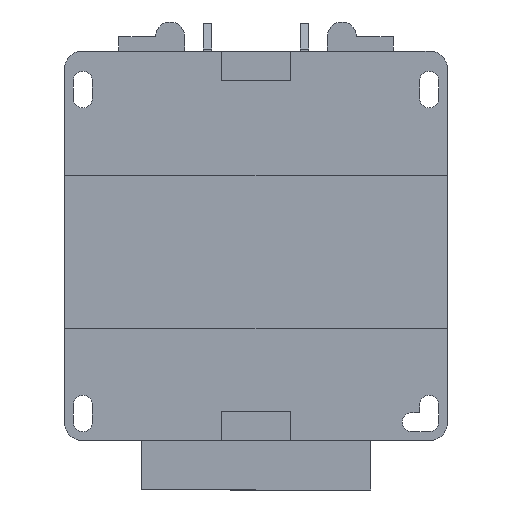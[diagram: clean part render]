
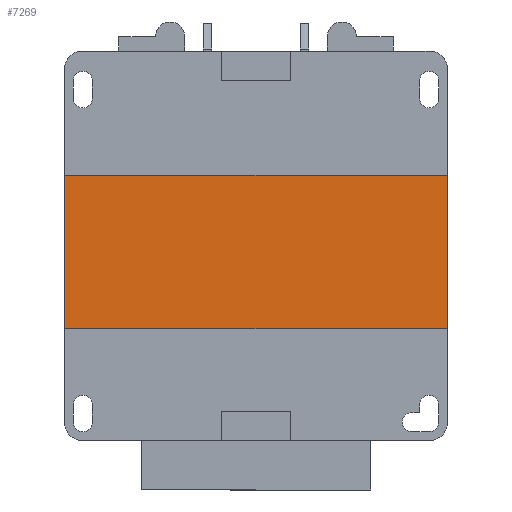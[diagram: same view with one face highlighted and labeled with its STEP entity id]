
A CAD part, front view. The second image highlights one B-rep face of the part: STEP entity #7269.
In plain terms, the highlighted planar face has unit normal (0, -1, 0).
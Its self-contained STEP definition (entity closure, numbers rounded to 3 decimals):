
#1001 = LINE ( 'NONE', #31868, #67261 ) ;
#4153 = DIRECTION ( 'NONE',  ( 0., 0., 1. ) ) ;
#5766 = CARTESIAN_POINT ( 'NONE',  ( -80.1, -45.75, 16.25 ) ) ;
#7269 = ADVANCED_FACE ( 'NONE', ( #71068 ), #59349, .F. ) ;
#7294 = ORIENTED_EDGE ( 'NONE', *, *, #66731, .T. ) ;
#8871 = VERTEX_POINT ( 'NONE', #14931 ) ;
#9110 = CARTESIAN_POINT ( 'NONE',  ( 44.25, -45.75, 16.25 ) ) ;
#13166 = DIRECTION ( 'NONE',  ( 1., 0., 0. ) ) ;
#14931 = CARTESIAN_POINT ( 'NONE',  ( -44.25, -45.75, -19.25 ) ) ;
#15905 = LINE ( 'NONE', #40112, #51666 ) ;
#16776 = LINE ( 'NONE', #69558, #72741 ) ;
#17806 = EDGE_CURVE ( 'NONE', #43604, #32691, #15905, .T. ) ;
#18445 = EDGE_CURVE ( 'NONE', #67883, #32691, #16776, .T. ) ;
#25781 = VECTOR ( 'NONE', #30106, 1000. ) ;
#28872 = DIRECTION ( 'NONE',  ( 1., 0., 0. ) ) ;
#29611 = DIRECTION ( 'NONE',  ( 0., 0., 1. ) ) ;
#30106 = DIRECTION ( 'NONE',  ( 0., 0., -1. ) ) ;
#31779 = ORIENTED_EDGE ( 'NONE', *, *, #18445, .F. ) ;
#31868 = CARTESIAN_POINT ( 'NONE',  ( -80.1, -45.75, -19.25 ) ) ;
#32691 = VERTEX_POINT ( 'NONE', #9110 ) ;
#33066 = CARTESIAN_POINT ( 'NONE',  ( 44.25, -45.75, -19.25 ) ) ;
#38496 = EDGE_CURVE ( 'NONE', #8871, #43604, #1001, .T. ) ;
#40112 = CARTESIAN_POINT ( 'NONE',  ( 44.25, -45.75, 16.25 ) ) ;
#40453 = ORIENTED_EDGE ( 'NONE', *, *, #38496, .T. ) ;
#43604 = VERTEX_POINT ( 'NONE', #33066 ) ;
#46977 = AXIS2_PLACEMENT_3D ( 'NONE', #5766, #71852, #29611 ) ;
#49703 = EDGE_LOOP ( 'NONE', ( #7294, #40453, #71455, #31779 ) ) ;
#51666 = VECTOR ( 'NONE', #4153, 1000. ) ;
#58675 = LINE ( 'NONE', #64539, #25781 ) ;
#59349 = PLANE ( 'NONE',  #46977 ) ;
#60729 = CARTESIAN_POINT ( 'NONE',  ( -44.25, -45.75, 16.25 ) ) ;
#64539 = CARTESIAN_POINT ( 'NONE',  ( -44.25, -45.75, 16.25 ) ) ;
#66731 = EDGE_CURVE ( 'NONE', #67883, #8871, #58675, .T. ) ;
#67261 = VECTOR ( 'NONE', #13166, 1000. ) ;
#67883 = VERTEX_POINT ( 'NONE', #60729 ) ;
#69558 = CARTESIAN_POINT ( 'NONE',  ( -80.1, -45.75, 16.25 ) ) ;
#71068 = FACE_OUTER_BOUND ( 'NONE', #49703, .T. ) ;
#71455 = ORIENTED_EDGE ( 'NONE', *, *, #17806, .T. ) ;
#71852 = DIRECTION ( 'NONE',  ( 0., 1., 0. ) ) ;
#72741 = VECTOR ( 'NONE', #28872, 1000. ) ;
